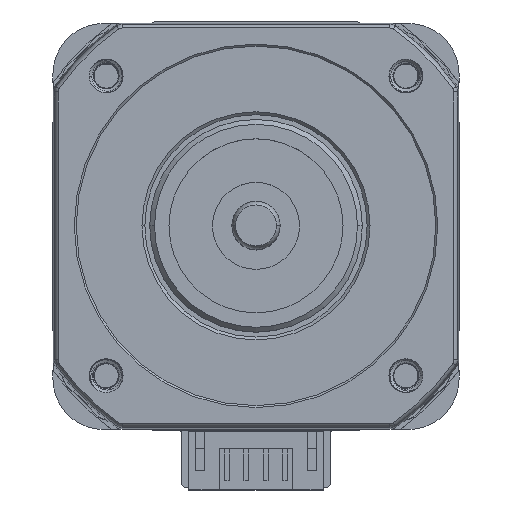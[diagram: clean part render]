
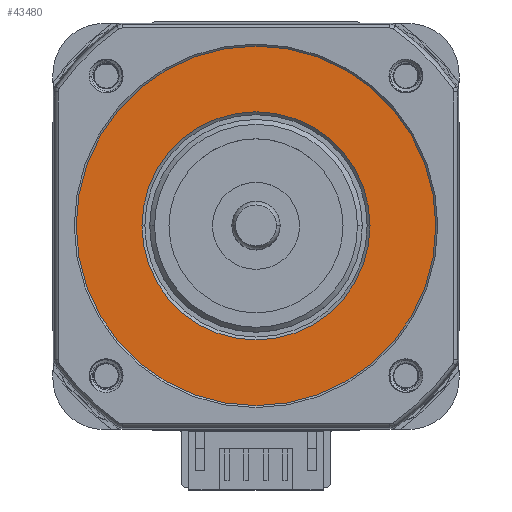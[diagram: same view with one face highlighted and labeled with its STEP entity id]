
A CAD part, top view. The second image highlights one B-rep face of the part: STEP entity #43480.
In plain terms, the highlighted planar face has unit normal (0, 0, 1).
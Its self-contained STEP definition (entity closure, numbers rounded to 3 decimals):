
#15700=CARTESIAN_POINT('',(-18.6,0.,
-0.2));
#15710=VERTEX_POINT('',#15700);
#15890=CARTESIAN_POINT('',(18.6,0.,-0.2))
;
#15900=VERTEX_POINT('',#15890);
#15930=CARTESIAN_POINT('',(0.,0.,
-0.2));
#15940=DIRECTION('',(0.,0.,1.));
#15950=DIRECTION('',(1.,0.,0.));
#15960=AXIS2_PLACEMENT_3D('',#15930,#15940,#15950);
#15970=CIRCLE('',#15960,18.6);
#15980=EDGE_CURVE('',#15900,#15710,#15970,.T.);
#16140=CARTESIAN_POINT('',(-11.8,0.,-0.2));
#16150=VERTEX_POINT('',#16140);
#16180=CARTESIAN_POINT('',(0.,0.,
-0.2));
#16190=DIRECTION('',(-0.,-0.,-1.));
#16200=DIRECTION('',(1.,0.,0.));
#16210=AXIS2_PLACEMENT_3D('',#16180,#16190,#16200);
#16220=CIRCLE('',#16210,11.8);
#16230=CARTESIAN_POINT('',(11.8,0.,-0.2)
);
#16240=VERTEX_POINT('',#16230);
#16250=EDGE_CURVE('',#16150,#16240,#16220,.T.);
#43330=CARTESIAN_POINT('',(-44.64,0.,-0.2));
#43340=DIRECTION('',(0.,0.,1.));
#43350=DIRECTION('',(1.,0.,-0.));
#43360=AXIS2_PLACEMENT_3D('',#43330,#43340,#43350);
#43370=PLANE('',#43360);
#43380=EDGE_CURVE('',#15710,#15900,#15970,.T.);
#43390=ORIENTED_EDGE('',*,*,#43380,.T.);
#43400=ORIENTED_EDGE('',*,*,#15980,.T.);
#43410=EDGE_LOOP('',(#43400,#43390));
#43420=FACE_OUTER_BOUND('',#43410,.T.);
#43430=EDGE_CURVE('',#16240,#16150,#16220,.T.);
#43440=ORIENTED_EDGE('',*,*,#43430,.T.);
#43450=ORIENTED_EDGE('',*,*,#16250,.T.);
#43460=EDGE_LOOP('',(#43450,#43440));
#43470=FACE_BOUND('',#43460,.T.);
#43480=ADVANCED_FACE('',(#43420,#43470),#43370,.T.);
